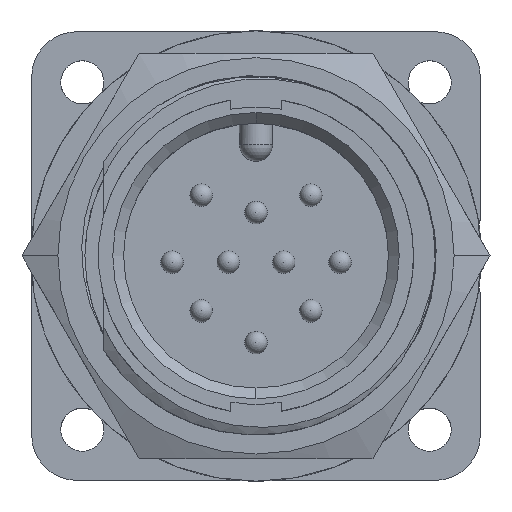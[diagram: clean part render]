
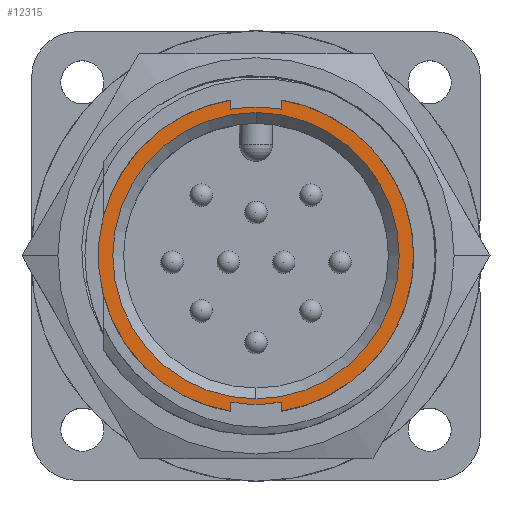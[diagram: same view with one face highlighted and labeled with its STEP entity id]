
A CAD part, top view. The second image highlights one B-rep face of the part: STEP entity #12315.
In plain terms, the highlighted planar face has unit normal (0, 0, 1).
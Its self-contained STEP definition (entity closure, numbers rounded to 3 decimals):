
#67 = CARTESIAN_POINT ( 'NONE',  ( 0., 0., 8.382 ) ) ;
#177 = AXIS2_PLACEMENT_3D ( 'NONE', #10470, #2813, #11668 ) ;
#397 = CARTESIAN_POINT ( 'NONE',  ( 1.778, 0., 8.382 ) ) ;
#507 = VERTEX_POINT ( 'NONE', #8166 ) ;
#616 = LINE ( 'NONE', #397, #7478 ) ;
#622 = AXIS2_PLACEMENT_3D ( 'NONE', #67, #9078, #1364 ) ;
#716 = FACE_BOUND ( 'NONE', #14497, .T. ) ;
#761 = CARTESIAN_POINT ( 'NONE',  ( -1.778, -10.326, 8.382 ) ) ;
#972 = DIRECTION ( 'NONE',  ( -1., 0., 0. ) ) ;
#1072 = CARTESIAN_POINT ( 'NONE',  ( -1.778, -10.261, 8.382 ) ) ;
#1174 = DIRECTION ( 'NONE',  ( 0., 0., 1. ) ) ;
#1364 = DIRECTION ( 'NONE',  ( 0., -1., 0. ) ) ;
#1473 = ORIENTED_EDGE ( 'NONE', *, *, #2609, .T. ) ;
#1766 = VERTEX_POINT ( 'NONE', #761 ) ;
#1930 = AXIS2_PLACEMENT_3D ( 'NONE', #9676, #1988, #10915 ) ;
#1988 = DIRECTION ( 'NONE',  ( 0., 0., 1. ) ) ;
#2094 = LINE ( 'NONE', #1072, #11082 ) ;
#2180 = CIRCLE ( 'NONE', #622, 10.097 ) ;
#2609 = EDGE_CURVE ( 'NONE', #12496, #3345, #5918, .T. ) ;
#2755 = EDGE_LOOP ( 'NONE', ( #14694, #9921, #15632, #13613, #14477, #3021, #10153, #11857, #13634 ) ) ;
#2813 = DIRECTION ( 'NONE',  ( 0., 0., 1. ) ) ;
#3021 = ORIENTED_EDGE ( 'NONE', *, *, #6694, .T. ) ;
#3345 = VERTEX_POINT ( 'NONE', #13938 ) ;
#3777 = DIRECTION ( 'NONE',  ( 0., -1., 0. ) ) ;
#3781 = LINE ( 'NONE', #8893, #6400 ) ;
#3832 = DIRECTION ( 'NONE',  ( 0., 0., -1. ) ) ;
#3848 = DIRECTION ( 'NONE',  ( 0., 0., -1. ) ) ;
#4084 = CARTESIAN_POINT ( 'NONE',  ( -1.778, 0., 8.382 ) ) ;
#4204 = CIRCLE ( 'NONE', #1930, 11.112 ) ;
#4818 = CARTESIAN_POINT ( 'NONE',  ( -1.778, 10.326, 8.382 ) ) ;
#4990 = CARTESIAN_POINT ( 'NONE',  ( -1.778, -10.969, 8.382 ) ) ;
#4993 = CARTESIAN_POINT ( 'NONE',  ( -1.778, 10.969, 8.382 ) ) ;
#5154 = DIRECTION ( 'NONE',  ( 0., 0., 1. ) ) ;
#5235 = EDGE_CURVE ( 'NONE', #12280, #14520, #616, .T. ) ;
#5318 = CARTESIAN_POINT ( 'NONE',  ( 1.778, -10.326, 8.382 ) ) ;
#5708 = CARTESIAN_POINT ( 'NONE',  ( 1.778, 10.969, 8.382 ) ) ;
#5716 = CIRCLE ( 'NONE', #8413, 10.477 ) ;
#5777 = EDGE_CURVE ( 'NONE', #1766, #9770, #2094, .T. ) ;
#5902 = EDGE_CURVE ( 'NONE', #8622, #507, #14630, .T. ) ;
#5918 = CIRCLE ( 'NONE', #12571, 10.097 ) ;
#6400 = VECTOR ( 'NONE', #3777, 1000. ) ;
#6485 = VERTEX_POINT ( 'NONE', #4818 ) ;
#6694 = EDGE_CURVE ( 'NONE', #507, #12280, #9304, .T. ) ;
#6761 = EDGE_CURVE ( 'NONE', #3345, #12496, #2180, .T. ) ;
#6929 = VERTEX_POINT ( 'NONE', #5318 ) ;
#7115 = AXIS2_PLACEMENT_3D ( 'NONE', #11406, #3832, #12622 ) ;
#7478 = VECTOR ( 'NONE', #10648, 1000. ) ;
#7500 = DIRECTION ( 'NONE',  ( 0., -1., 0. ) ) ;
#7575 = FACE_OUTER_BOUND ( 'NONE', #2755, .T. ) ;
#7596 = CARTESIAN_POINT ( 'NONE',  ( 0., 0., 8.382 ) ) ;
#8012 = DIRECTION ( 'NONE',  ( 0., 1., 0. ) ) ;
#8166 = CARTESIAN_POINT ( 'NONE',  ( 11.112, 0., 8.382 ) ) ;
#8413 = AXIS2_PLACEMENT_3D ( 'NONE', #15931, #8676, #972 ) ;
#8495 = ORIENTED_EDGE ( 'NONE', *, *, #6761, .T. ) ;
#8622 = VERTEX_POINT ( 'NONE', #14114 ) ;
#8676 = DIRECTION ( 'NONE',  ( 0., 0., -1. ) ) ;
#8885 = PLANE ( 'NONE',  #12208 ) ;
#8893 = CARTESIAN_POINT ( 'NONE',  ( 1.778, 0., 8.382 ) ) ;
#8903 = EDGE_CURVE ( 'NONE', #11802, #9770, #4204, .T. ) ;
#9078 = DIRECTION ( 'NONE',  ( 0., 0., -1. ) ) ;
#9140 = EDGE_CURVE ( 'NONE', #6485, #14520, #12482, .T. ) ;
#9304 = CIRCLE ( 'NONE', #11772, 11.112 ) ;
#9676 = CARTESIAN_POINT ( 'NONE',  ( 0., 0., 8.382 ) ) ;
#9770 = VERTEX_POINT ( 'NONE', #4990 ) ;
#9921 = ORIENTED_EDGE ( 'NONE', *, *, #5777, .F. ) ;
#10144 = DIRECTION ( 'NONE',  ( 1., 0., 0. ) ) ;
#10148 = EDGE_CURVE ( 'NONE', #6485, #11802, #15612, .T. ) ;
#10153 = ORIENTED_EDGE ( 'NONE', *, *, #5235, .T. ) ;
#10470 = CARTESIAN_POINT ( 'NONE',  ( 0., 0., 8.382 ) ) ;
#10648 = DIRECTION ( 'NONE',  ( 0., -1., 0. ) ) ;
#10659 = EDGE_CURVE ( 'NONE', #6929, #8622, #3781, .T. ) ;
#10915 = DIRECTION ( 'NONE',  ( 1., 0., 0. ) ) ;
#11082 = VECTOR ( 'NONE', #7500, 1000. ) ;
#11406 = CARTESIAN_POINT ( 'NONE',  ( 0., 0., 8.382 ) ) ;
#11421 = CARTESIAN_POINT ( 'NONE',  ( 0., 0., 8.382 ) ) ;
#11668 = DIRECTION ( 'NONE',  ( 1., 0., 0. ) ) ;
#11772 = AXIS2_PLACEMENT_3D ( 'NONE', #12646, #5154, #13846 ) ;
#11802 = VERTEX_POINT ( 'NONE', #4993 ) ;
#11857 = ORIENTED_EDGE ( 'NONE', *, *, #9140, .F. ) ;
#11962 = CARTESIAN_POINT ( 'NONE',  ( 1.778, 10.326, 8.382 ) ) ;
#12208 = AXIS2_PLACEMENT_3D ( 'NONE', #7596, #1174, #10144 ) ;
#12280 = VERTEX_POINT ( 'NONE', #5708 ) ;
#12315 = ADVANCED_FACE ( 'NONE', ( #716, #7575 ), #8885, .T. ) ;
#12447 = VECTOR ( 'NONE', #8012, 1000. ) ;
#12482 = CIRCLE ( 'NONE', #7115, 10.477 ) ;
#12496 = VERTEX_POINT ( 'NONE', #14129 ) ;
#12571 = AXIS2_PLACEMENT_3D ( 'NONE', #11421, #3848, #12639 ) ;
#12622 = DIRECTION ( 'NONE',  ( -1., 0., 0. ) ) ;
#12639 = DIRECTION ( 'NONE',  ( 0., -1., 0. ) ) ;
#12646 = CARTESIAN_POINT ( 'NONE',  ( 0., 0., 8.382 ) ) ;
#13613 = ORIENTED_EDGE ( 'NONE', *, *, #10659, .T. ) ;
#13634 = ORIENTED_EDGE ( 'NONE', *, *, #10148, .T. ) ;
#13846 = DIRECTION ( 'NONE',  ( 1., 0., 0. ) ) ;
#13938 = CARTESIAN_POINT ( 'NONE',  ( 0., -10.097, 8.382 ) ) ;
#14114 = CARTESIAN_POINT ( 'NONE',  ( 1.778, -10.969, 8.382 ) ) ;
#14129 = CARTESIAN_POINT ( 'NONE',  ( 0., 10.097, 8.382 ) ) ;
#14477 = ORIENTED_EDGE ( 'NONE', *, *, #5902, .T. ) ;
#14497 = EDGE_LOOP ( 'NONE', ( #8495, #1473 ) ) ;
#14520 = VERTEX_POINT ( 'NONE', #11962 ) ;
#14630 = CIRCLE ( 'NONE', #177, 11.112 ) ;
#14694 = ORIENTED_EDGE ( 'NONE', *, *, #8903, .T. ) ;
#15359 = EDGE_CURVE ( 'NONE', #6929, #1766, #5716, .T. ) ;
#15612 = LINE ( 'NONE', #4084, #12447 ) ;
#15632 = ORIENTED_EDGE ( 'NONE', *, *, #15359, .F. ) ;
#15931 = CARTESIAN_POINT ( 'NONE',  ( 0., 0., 8.382 ) ) ;
